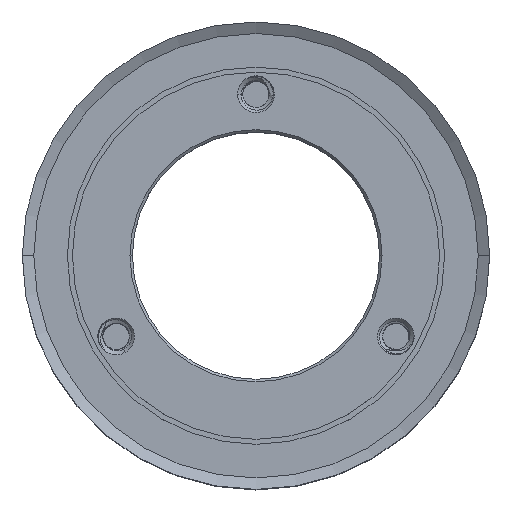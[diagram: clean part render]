
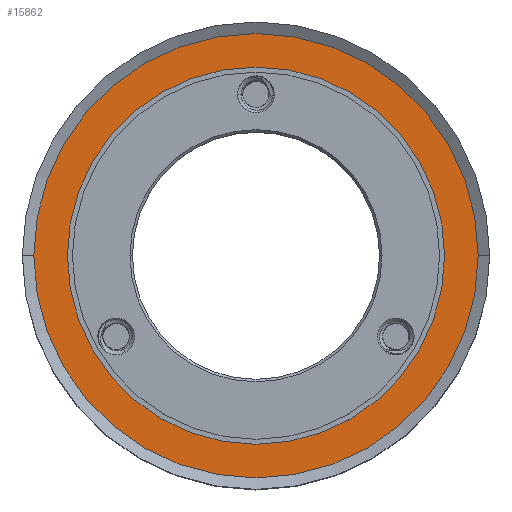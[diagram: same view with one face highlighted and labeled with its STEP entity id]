
A CAD part, top view. The second image highlights one B-rep face of the part: STEP entity #15862.
In plain terms, the highlighted planar face has unit normal (0, 0, 1).
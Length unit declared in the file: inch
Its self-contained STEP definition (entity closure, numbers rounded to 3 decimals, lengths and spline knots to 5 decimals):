
#1029 = DIRECTION ( 'NONE',  ( 1., 0., 0. ) ) ;
#1249 = EDGE_CURVE ( 'NONE', #3180, #3954, #22546, .T. ) ;
#1581 = DIRECTION ( 'NONE',  ( 0., 0., 1. ) ) ;
#2292 = EDGE_CURVE ( 'NONE', #8102, #13063, #13068, .T. ) ;
#3004 = AXIS2_PLACEMENT_3D ( 'NONE', #20781, #22675, #11372 ) ;
#3180 = VERTEX_POINT ( 'NONE', #10517 ) ;
#3954 = VERTEX_POINT ( 'NONE', #6967 ) ;
#4148 = FACE_OUTER_BOUND ( 'NONE', #18470, .T. ) ;
#4631 = ORIENTED_EDGE ( 'NONE', *, *, #2292, .T. ) ;
#4815 = CARTESIAN_POINT ( 'NONE',  ( 0., 0., 1.1395 ) ) ;
#5549 = PLANE ( 'NONE',  #15373 ) ;
#5702 = ORIENTED_EDGE ( 'NONE', *, *, #15543, .T. ) ;
#5708 = CIRCLE ( 'NONE', #12004, 1.3138 ) ;
#5842 = EDGE_CURVE ( 'NONE', #3954, #3180, #5708, .T. ) ;
#6615 = DIRECTION ( 'NONE',  ( 0., 0., 1. ) ) ;
#6967 = CARTESIAN_POINT ( 'NONE',  ( 1.3138, 0., 1.1395 ) ) ;
#8102 = VERTEX_POINT ( 'NONE', #13969 ) ;
#9302 = DIRECTION ( 'NONE',  ( 1., 0., 0. ) ) ;
#10234 = ORIENTED_EDGE ( 'NONE', *, *, #5842, .F. ) ;
#10517 = CARTESIAN_POINT ( 'NONE',  ( -1.3138, 0., 1.1395 ) ) ;
#10912 = DIRECTION ( 'NONE',  ( 1., 0., 0. ) ) ;
#10999 = CARTESIAN_POINT ( 'NONE',  ( 0., 0., 1.1395 ) ) ;
#11372 = DIRECTION ( 'NONE',  ( 1., 0., 0. ) ) ;
#11417 = AXIS2_PLACEMENT_3D ( 'NONE', #4815, #6615, #15897 ) ;
#11446 = FACE_BOUND ( 'NONE', #23700, .T. ) ;
#12004 = AXIS2_PLACEMENT_3D ( 'NONE', #15965, #21827, #1029 ) ;
#13063 = VERTEX_POINT ( 'NONE', #20357 ) ;
#13068 = CIRCLE ( 'NONE', #21444, 1.54772 ) ;
#13969 = CARTESIAN_POINT ( 'NONE',  ( -1.54772, 0., 1.1395 ) ) ;
#15373 = AXIS2_PLACEMENT_3D ( 'NONE', #18871, #20536, #9302 ) ;
#15543 = EDGE_CURVE ( 'NONE', #13063, #8102, #16995, .T. ) ;
#15862 = ADVANCED_FACE ( 'NONE', ( #4148, #11446 ), #5549, .T. ) ;
#15897 = DIRECTION ( 'NONE',  ( 1., 0., 0. ) ) ;
#15965 = CARTESIAN_POINT ( 'NONE',  ( 0., 0., 1.1395 ) ) ;
#16995 = CIRCLE ( 'NONE', #11417, 1.54772 ) ;
#18470 = EDGE_LOOP ( 'NONE', ( #5702, #4631 ) ) ;
#18871 = CARTESIAN_POINT ( 'NONE',  ( 0., 1.54772, 1.1395 ) ) ;
#20357 = CARTESIAN_POINT ( 'NONE',  ( 1.54772, 0., 1.1395 ) ) ;
#20536 = DIRECTION ( 'NONE',  ( 0., 0., 1. ) ) ;
#20781 = CARTESIAN_POINT ( 'NONE',  ( 0., 0., 1.1395 ) ) ;
#20952 = ORIENTED_EDGE ( 'NONE', *, *, #1249, .F. ) ;
#21444 = AXIS2_PLACEMENT_3D ( 'NONE', #10999, #1581, #10912 ) ;
#21827 = DIRECTION ( 'NONE',  ( 0., 0., 1. ) ) ;
#22546 = CIRCLE ( 'NONE', #3004, 1.3138 ) ;
#22675 = DIRECTION ( 'NONE',  ( 0., 0., 1. ) ) ;
#23700 = EDGE_LOOP ( 'NONE', ( #10234, #20952 ) ) ;
